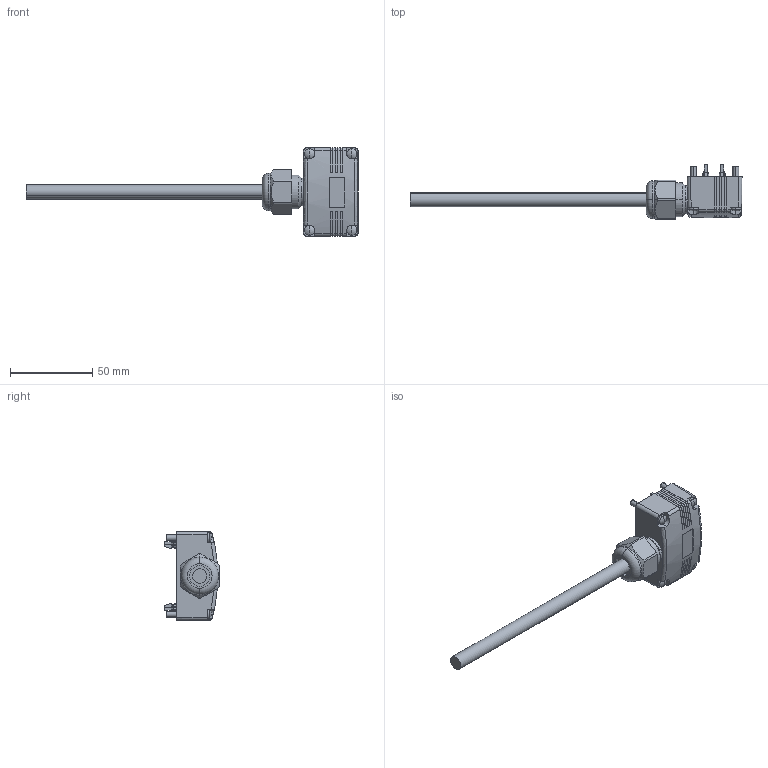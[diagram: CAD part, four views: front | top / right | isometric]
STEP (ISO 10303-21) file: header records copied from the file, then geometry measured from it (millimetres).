
FILE_DESCRIPTION (( 'STEP AP214' ), '1' );
FILE_NAME ('P8398.STEP', '2021-09-10T11:39:36', ( '' ), ( '' ), 'SwSTEP 2.0', 'SolidWorks 2019', '' );
FILE_SCHEMA (( 'AUTOMOTIVE_DESIGN' ));
Length unit declared in the file: millimetre
Products named in the file (1): P8398
Bounding box: 202.44 x 33.4 x 54 mm (x, y, z)
Volume: 56786.7 mm3; surface area: 15331.7 mm2
Topology: 2 solids, 2 shells, 243 faces, 647 edges, 426 vertices
Faces by surface type: plane 147, cylinder 80, sphere 8, cone 4, bspline 2, torus 2
Entity records: 10711 total; most frequent: CARTESIAN_POINT 1923, ORIENTED_EDGE 1294, DIRECTION 1233, EDGE_CURVE 647, LINE 441, VECTOR 441, VERTEX_POINT 426, AXIS2_PLACEMENT_3D 396
